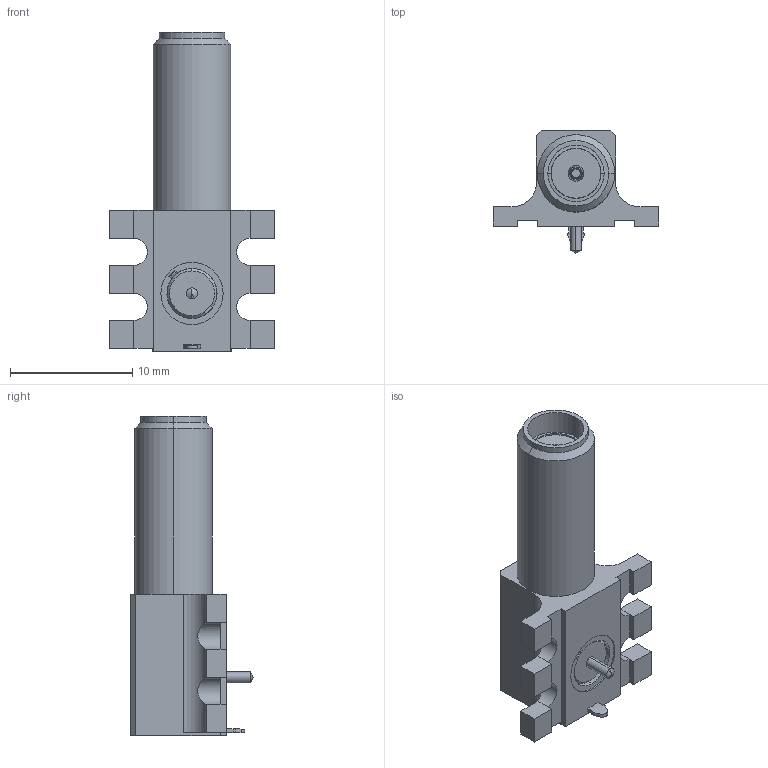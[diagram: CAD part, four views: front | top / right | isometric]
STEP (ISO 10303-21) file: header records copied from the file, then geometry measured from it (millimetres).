
FILE_DESCRIPTION (( 'STEP AP203' ), '1' );
FILE_NAME ('R124..682.833.STEP', '2012-05-28T02:54:47', ( 'radiall' ), ( 'radiall shanghai' ), 'SwSTEP 2.0', 'SolidWorks 2011', '' );
FILE_SCHEMA (( 'CONFIG_CONTROL_DESIGN' ));
Length unit declared in the file: millimetre
Products named in the file (1): R124..682.833
Bounding box: 13.5 x 10 x 26.13 mm (x, y, z)
Volume: 1082.1 mm3; surface area: 1032.8 mm2
Topology: 1 solids, 1 shells, 150 faces, 391 edges, 248 vertices
Faces by surface type: plane 78, cylinder 43, cone 23, bspline 6
Entity records: 4813 total; most frequent: CARTESIAN_POINT 1092, ORIENTED_EDGE 774, DIRECTION 751, EDGE_CURVE 387, AXIS2_PLACEMENT_3D 263, VERTEX_POINT 248, VECTOR 225, LINE 225
